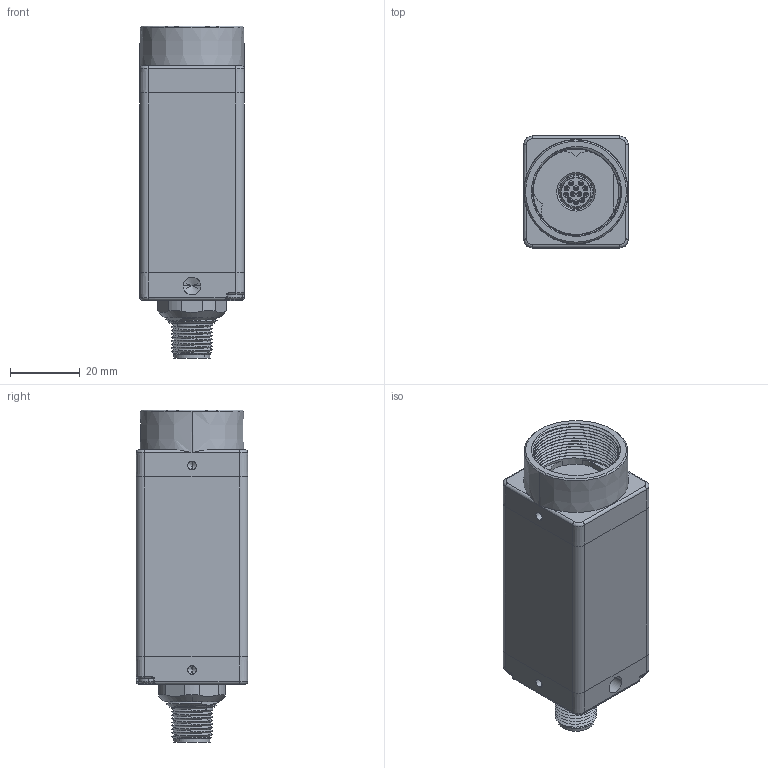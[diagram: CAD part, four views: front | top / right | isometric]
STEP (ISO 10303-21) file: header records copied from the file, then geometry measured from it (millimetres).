
FILE_DESCRIPTION((''),'2;1');
FILE_NAME('144925_SW','2009-04-29T',('banengservice'),('BANNER ENGINEERING'),'PRO/ENGINEER BY PARAMETRIC TECHNOLOGY CORPORATION, 2006170','PRO/ENGINEER BY PARAMETRIC TECHNOLOGY CORPORATION, 2006170','');
FILE_SCHEMA(('CONFIG_CONTROL_DESIGN'));
Length unit declared in the file: inch
Products named in the file (1): 144925_SW
Bounding box: 30 x 32 x 94.95 mm (x, y, z)
Volume: 20970.8 mm3; surface area: 26216.6 mm2
Topology: 2 solids, 2 shells, 819 faces, 2018 edges, 1218 vertices
Faces by surface type: cylinder 356, plane 222, bspline 82, torus 62, cone 53, sphere 44
Entity records: 39888 total; most frequent: CARTESIAN_POINT 20846, DIRECTION 4048, ORIENTED_EDGE 3952, EDGE_CURVE 1976, AXIS2_PLACEMENT_3D 1606, VERTEX_POINT 1218, EDGE_LOOP 900, CIRCLE 869
